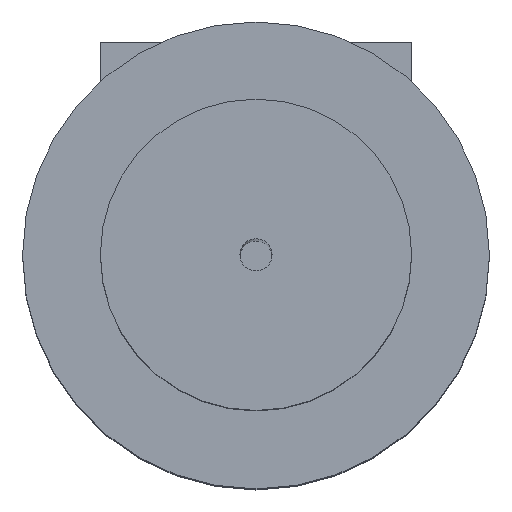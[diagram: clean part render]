
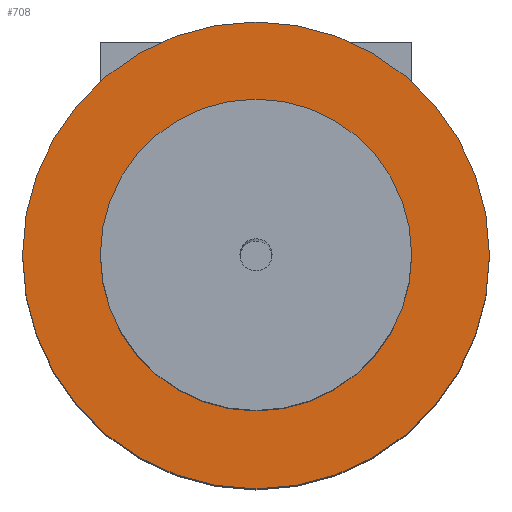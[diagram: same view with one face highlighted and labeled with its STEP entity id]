
A CAD part, top view. The second image highlights one B-rep face of the part: STEP entity #708.
In plain terms, the highlighted planar face has unit normal (0, 0, 1).
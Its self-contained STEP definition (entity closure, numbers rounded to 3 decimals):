
#544 = CYLINDRICAL_SURFACE('',#545,5.9);
#545 = AXIS2_PLACEMENT_3D('',#546,#547,#548);
#546 = CARTESIAN_POINT('',(0.,0.,52.));
#547 = DIRECTION('',(-0.,-0.,-1.));
#548 = DIRECTION('',(1.,0.,0.));
#598 = EDGE_CURVE('',#599,#599,#601,.T.);
#599 = VERTEX_POINT('',#600);
#600 = CARTESIAN_POINT('',(5.9,0.,52.05));
#601 = SURFACE_CURVE('',#602,(#607,#614),.PCURVE_S1.);
#602 = CIRCLE('',#603,5.9);
#603 = AXIS2_PLACEMENT_3D('',#604,#605,#606);
#604 = CARTESIAN_POINT('',(0.,0.,52.05));
#605 = DIRECTION('',(0.,0.,-1.));
#606 = DIRECTION('',(1.,0.,0.));
#607 = PCURVE('',#544,#608);
#608 = DEFINITIONAL_REPRESENTATION('',(#609),#613);
#609 = LINE('',#610,#611);
#610 = CARTESIAN_POINT('',(-6.283,-0.05));
#611 = VECTOR('',#612,1.);
#612 = DIRECTION('',(1.,-0.));
#613 = ( GEOMETRIC_REPRESENTATION_CONTEXT(2) 
PARAMETRIC_REPRESENTATION_CONTEXT() REPRESENTATION_CONTEXT('2D SPACE',''
  ) );
#614 = PCURVE('',#615,#620);
#615 = PLANE('',#616);
#616 = AXIS2_PLACEMENT_3D('',#617,#618,#619);
#617 = CARTESIAN_POINT('',(12.,0.,52.05));
#618 = DIRECTION('',(0.,0.,-1.));
#619 = DIRECTION('',(-1.,0.,0.));
#620 = DEFINITIONAL_REPRESENTATION('',(#621),#625);
#621 = CIRCLE('',#622,5.9);
#622 = AXIS2_PLACEMENT_2D('',#623,#624);
#623 = CARTESIAN_POINT('',(12.,0.));
#624 = DIRECTION('',(-1.,0.));
#625 = ( GEOMETRIC_REPRESENTATION_CONTEXT(2) 
PARAMETRIC_REPRESENTATION_CONTEXT() REPRESENTATION_CONTEXT('2D SPACE',''
  ) );
#708 = ADVANCED_FACE('',(#709,#744),#615,.F.);
#709 = FACE_BOUND('',#710,.F.);
#710 = EDGE_LOOP('',(#711));
#711 = ORIENTED_EDGE('',*,*,#712,.F.);
#712 = EDGE_CURVE('',#713,#713,#715,.T.);
#713 = VERTEX_POINT('',#714);
#714 = CARTESIAN_POINT('',(12.,0.,52.05));
#715 = SURFACE_CURVE('',#716,(#721,#732),.PCURVE_S1.);
#716 = CIRCLE('',#717,12.);
#717 = AXIS2_PLACEMENT_3D('',#718,#719,#720);
#718 = CARTESIAN_POINT('',(0.,0.,52.05));
#719 = DIRECTION('',(0.,0.,1.));
#720 = DIRECTION('',(1.,0.,0.));
#721 = PCURVE('',#615,#722);
#722 = DEFINITIONAL_REPRESENTATION('',(#723),#731);
#723 = ( BOUNDED_CURVE() B_SPLINE_CURVE(2,(#724,#725,#726,#727,#728,#729
,#730),.UNSPECIFIED.,.F.,.F.) B_SPLINE_CURVE_WITH_KNOTS((1,2,2,2,2,1),(
    -2.094,0.,2.094,4.189,6.283,
8.378),.UNSPECIFIED.) CURVE() GEOMETRIC_REPRESENTATION_ITEM() 
RATIONAL_B_SPLINE_CURVE((1.,0.5,1.,0.5,1.,0.5,1.)) REPRESENTATION_ITEM(
  '') );
#724 = CARTESIAN_POINT('',(0.,0.));
#725 = CARTESIAN_POINT('',(0.,20.785));
#726 = CARTESIAN_POINT('',(18.,10.392));
#727 = CARTESIAN_POINT('',(36.,0.));
#728 = CARTESIAN_POINT('',(18.,-10.392));
#729 = CARTESIAN_POINT('',(0.,-20.785));
#730 = CARTESIAN_POINT('',(0.,0.));
#731 = ( GEOMETRIC_REPRESENTATION_CONTEXT(2) 
PARAMETRIC_REPRESENTATION_CONTEXT() REPRESENTATION_CONTEXT('2D SPACE',''
  ) );
#732 = PCURVE('',#733,#738);
#733 = CYLINDRICAL_SURFACE('',#734,12.);
#734 = AXIS2_PLACEMENT_3D('',#735,#736,#737);
#735 = CARTESIAN_POINT('',(0.,0.,51.05));
#736 = DIRECTION('',(-0.,-0.,-1.));
#737 = DIRECTION('',(1.,0.,0.));
#738 = DEFINITIONAL_REPRESENTATION('',(#739),#743);
#739 = LINE('',#740,#741);
#740 = CARTESIAN_POINT('',(-0.,-1.));
#741 = VECTOR('',#742,1.);
#742 = DIRECTION('',(-1.,0.));
#743 = ( GEOMETRIC_REPRESENTATION_CONTEXT(2) 
PARAMETRIC_REPRESENTATION_CONTEXT() REPRESENTATION_CONTEXT('2D SPACE',''
  ) );
#744 = FACE_BOUND('',#745,.F.);
#745 = EDGE_LOOP('',(#746));
#746 = ORIENTED_EDGE('',*,*,#598,.F.);
